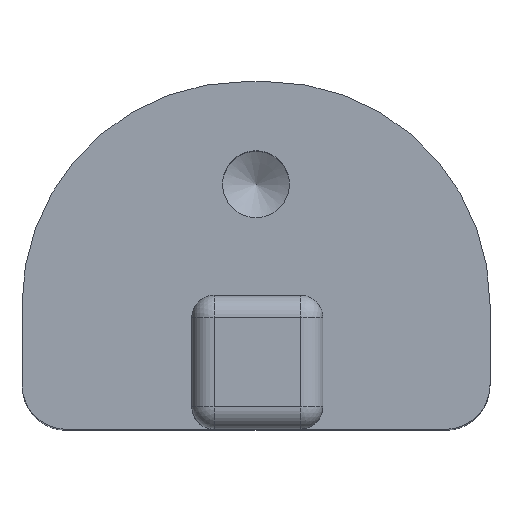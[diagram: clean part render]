
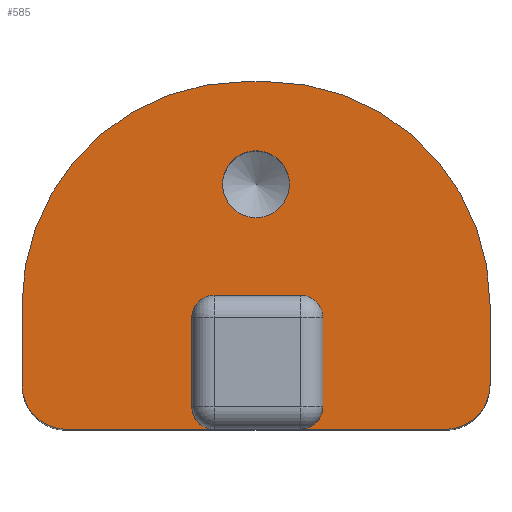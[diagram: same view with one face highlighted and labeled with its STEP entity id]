
A CAD part, top view. The second image highlights one B-rep face of the part: STEP entity #585.
In plain terms, the highlighted planar face has unit normal (0, 0, 1).
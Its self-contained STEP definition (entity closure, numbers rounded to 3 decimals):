
#14=FACE_BOUND('',#117,.T.);
#36=PLANE('',#671);
#77=FACE_OUTER_BOUND('',#116,.T.);
#116=EDGE_LOOP('',(#510,#511,#512,#513,#514,#515,#516,#517));
#117=EDGE_LOOP('',(#518));
#151=LINE('',#1000,#195);
#155=LINE('',#1010,#199);
#161=LINE('',#1036,#205);
#162=LINE('',#1038,#206);
#195=VECTOR('',#805,10.);
#199=VECTOR('',#817,10.);
#205=VECTOR('',#851,10.);
#206=VECTOR('',#854,10.);
#226=CIRCLE('',#640,1.);
#229=CIRCLE('',#644,1.);
#237=CIRCLE('',#663,5.);
#240=CIRCLE('',#668,5.);
#241=CIRCLE('',#672,0.75);
#265=VERTEX_POINT('',#955);
#266=VERTEX_POINT('',#957);
#271=VERTEX_POINT('',#974);
#272=VERTEX_POINT('',#976);
#280=VERTEX_POINT('',#998);
#285=VERTEX_POINT('',#1020);
#286=VERTEX_POINT('',#1021);
#288=VERTEX_POINT('',#1030);
#289=VERTEX_POINT('',#1039);
#330=EDGE_CURVE('',#265,#266,#226,.T.);
#336=EDGE_CURVE('',#271,#272,#229,.T.);
#348=EDGE_CURVE('',#265,#280,#151,.F.);
#353=EDGE_CURVE('',#266,#271,#155,.F.);
#358=EDGE_CURVE('',#285,#286,#237,.T.);
#363=EDGE_CURVE('',#288,#280,#240,.T.);
#366=EDGE_CURVE('',#272,#285,#161,.T.);
#367=EDGE_CURVE('',#286,#288,#162,.T.);
#368=EDGE_CURVE('',#289,#289,#241,.T.);
#510=ORIENTED_EDGE('',*,*,#330,.F.);
#511=ORIENTED_EDGE('',*,*,#348,.T.);
#512=ORIENTED_EDGE('',*,*,#363,.F.);
#513=ORIENTED_EDGE('',*,*,#367,.F.);
#514=ORIENTED_EDGE('',*,*,#358,.F.);
#515=ORIENTED_EDGE('',*,*,#366,.F.);
#516=ORIENTED_EDGE('',*,*,#336,.F.);
#517=ORIENTED_EDGE('',*,*,#353,.F.);
#518=ORIENTED_EDGE('',*,*,#368,.T.);
#585=ADVANCED_FACE('',(#77,#14),#36,.T.);
#640=AXIS2_PLACEMENT_3D('',#958,#771,#772);
#644=AXIS2_PLACEMENT_3D('',#977,#781,#782);
#663=AXIS2_PLACEMENT_3D('',#1022,#831,#832);
#668=AXIS2_PLACEMENT_3D('',#1031,#843,#844);
#671=AXIS2_PLACEMENT_3D('',#1037,#852,#853);
#672=AXIS2_PLACEMENT_3D('',#1040,#855,#856);
#771=DIRECTION('center_axis',(0.,0.,
-1.));
#772=DIRECTION('ref_axis',(0.707,-0.707,0.));
#781=DIRECTION('center_axis',(0.,0.,
-1.));
#782=DIRECTION('ref_axis',(-0.707,-0.707,0.));
#805=DIRECTION('',(0.,-1.,0.));
#817=DIRECTION('',(1.,0.,0.));
#831=DIRECTION('center_axis',(0.,0.,
-1.));
#832=DIRECTION('ref_axis',(-0.707,0.707,0.));
#843=DIRECTION('center_axis',(0.,0.,
-1.));
#844=DIRECTION('ref_axis',(0.707,0.707,0.));
#851=DIRECTION('',(0.,1.,0.));
#852=DIRECTION('center_axis',(0.,0.,
1.));
#853=DIRECTION('ref_axis',(1.,0.,0.));
#854=DIRECTION('',(1.,0.,0.));
#855=DIRECTION('center_axis',(0.,0.,
-1.));
#856=DIRECTION('ref_axis',(-1.,0.,0.));
#955=CARTESIAN_POINT('',(-75.685,-5.72,0.));
#957=CARTESIAN_POINT('',(-76.685,-6.72,0.));
#958=CARTESIAN_POINT('Origin',(-76.685,-5.72,0.));
#974=CARTESIAN_POINT('',(-85.185,-6.72,0.));
#976=CARTESIAN_POINT('',(-86.185,-5.72,0.));
#977=CARTESIAN_POINT('Origin',(-85.185,-5.72,0.));
#998=CARTESIAN_POINT('',(-75.685,-3.92,0.));
#1000=CARTESIAN_POINT('',(-75.685,-7.92,0.));
#1010=CARTESIAN_POINT('',(-83.935,-6.72,0.));
#1020=CARTESIAN_POINT('',(-86.185,-3.92,0.));
#1021=CARTESIAN_POINT('',(-81.185,1.08,0.));
#1022=CARTESIAN_POINT('Origin',(-81.185,-3.92,0.));
#1030=CARTESIAN_POINT('',(-80.685,1.08,0.));
#1031=CARTESIAN_POINT('Origin',(-80.685,-3.92,0.));
#1036=CARTESIAN_POINT('',(-86.185,-7.92,0.));
#1037=CARTESIAN_POINT('Origin',(-86.935,-7.92,0.));
#1038=CARTESIAN_POINT('',(-83.935,1.08,0.));
#1039=CARTESIAN_POINT('',(-80.185,-1.22,0.));
#1040=CARTESIAN_POINT('Origin',(-80.935,-1.22,0.));
